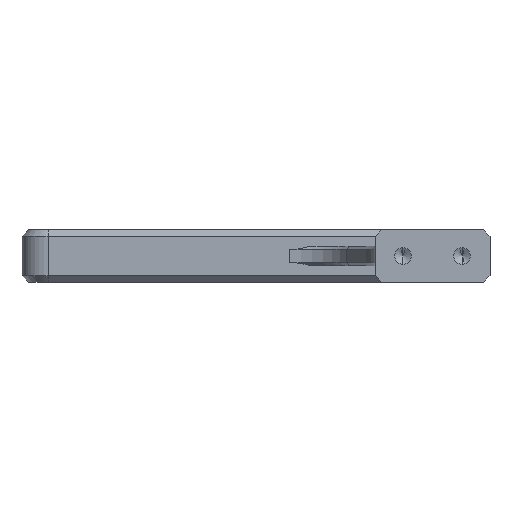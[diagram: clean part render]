
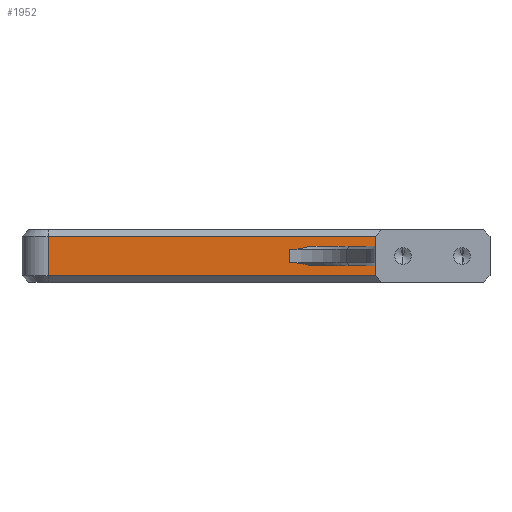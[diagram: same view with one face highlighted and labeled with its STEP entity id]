
A CAD part, front view. The second image highlights one B-rep face of the part: STEP entity #1952.
In plain terms, the highlighted planar face has unit normal (0, -1, 0).
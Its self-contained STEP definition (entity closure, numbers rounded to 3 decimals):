
#20 = CARTESIAN_POINT ( 'NONE',  ( -20.718, 29.093, -2. ) ) ;
#38 = LINE ( 'NONE', #122, #2579 ) ;
#90 = ORIENTED_EDGE ( 'NONE', *, *, #641, .F. ) ;
#93 = CARTESIAN_POINT ( 'NONE',  ( -94.237, 29.093, 6. ) ) ;
#94 = VERTEX_POINT ( 'NONE', #2246 ) ;
#116 = B_SPLINE_CURVE_WITH_KNOTS ( 'NONE', 3,
 ( #2460, #874, #2926, #421 ),
 .UNSPECIFIED., .F., .F.,
 ( 4, 4 ),
 ( 0., 0.006 ),
 .UNSPECIFIED. ) ;
#122 = CARTESIAN_POINT ( 'NONE',  ( -102.237, 29.093, -6. ) ) ;
#133 = CARTESIAN_POINT ( 'NONE',  ( 12.768, 29.093, 2. ) ) ;
#139 = LINE ( 'NONE', #2337, #1936 ) ;
#185 = DIRECTION ( 'NONE',  ( 0., 0., 1. ) ) ;
#226 = ORIENTED_EDGE ( 'NONE', *, *, #2249, .F. ) ;
#266 = EDGE_CURVE ( 'NONE', #313, #1480, #746, .T. ) ;
#289 = EDGE_CURVE ( 'NONE', #497, #1247, #1428, .T. ) ;
#313 = VERTEX_POINT ( 'NONE', #1681 ) ;
#314 = CARTESIAN_POINT ( 'NONE',  ( -18.532, 29.093, 2. ) ) ;
#421 = CARTESIAN_POINT ( 'NONE',  ( -14.315, 29.093, -3. ) ) ;
#450 = ORIENTED_EDGE ( 'NONE', *, *, #1713, .F. ) ;
#475 = VECTOR ( 'NONE', #830, 1000. ) ;
#497 = VERTEX_POINT ( 'NONE', #2357 ) ;
#520 = ORIENTED_EDGE ( 'NONE', *, *, #1206, .T. ) ;
#552 = CARTESIAN_POINT ( 'NONE',  ( -14.315, 29.093, -3. ) ) ;
#556 = CARTESIAN_POINT ( 'NONE',  ( -14.315, 29.093, 3. ) ) ;
#578 = DIRECTION ( 'NONE',  ( 1., 0., 0. ) ) ;
#598 = CARTESIAN_POINT ( 'NONE',  ( 10.991, 29.093, -2.188 ) ) ;
#614 = CARTESIAN_POINT ( 'NONE',  ( 8.645, 29.093, 3. ) ) ;
#641 = EDGE_CURVE ( 'NONE', #1246, #1784, #1161, .T. ) ;
#657 = DIRECTION ( 'NONE',  ( 0., 1., 0. ) ) ;
#738 = LINE ( 'NONE', #2583, #2682 ) ;
#746 = LINE ( 'NONE', #2292, #2119 ) ;
#764 = DIRECTION ( 'NONE',  ( 0., 0., 1. ) ) ;
#791 = EDGE_CURVE ( 'NONE', #853, #2219, #738, .T. ) ;
#827 = ORIENTED_EDGE ( 'NONE', *, *, #1184, .F. ) ;
#830 = DIRECTION ( 'NONE',  ( 1., 0., 0. ) ) ;
#836 = CARTESIAN_POINT ( 'NONE',  ( 9.963, 29.093, -2.452 ) ) ;
#850 = CARTESIAN_POINT ( 'NONE',  ( -16.402, 29.093, 2.364 ) ) ;
#853 = VERTEX_POINT ( 'NONE', #93 ) ;
#874 = CARTESIAN_POINT ( 'NONE',  ( -18.532, 29.093, -2. ) ) ;
#880 = VERTEX_POINT ( 'NONE', #1028 ) ;
#905 = CARTESIAN_POINT ( 'NONE',  ( 14.263, 29.093, -6. ) ) ;
#923 = ORIENTED_EDGE ( 'NONE', *, *, #791, .F. ) ;
#997 = CARTESIAN_POINT ( 'NONE',  ( -102.237, 29.093, 3. ) ) ;
#1004 = ORIENTED_EDGE ( 'NONE', *, *, #2259, .F. ) ;
#1013 = CARTESIAN_POINT ( 'NONE',  ( -20.718, 29.093, 8. ) ) ;
#1024 = FACE_OUTER_BOUND ( 'NONE', #2629, .T. ) ;
#1028 = CARTESIAN_POINT ( 'NONE',  ( -94.237, 29.093, -6. ) ) ;
#1161 = LINE ( 'NONE', #2002, #475 ) ;
#1184 = EDGE_CURVE ( 'NONE', #2772, #94, #1340, .T. ) ;
#1206 = EDGE_CURVE ( 'NONE', #2764, #2219, #139, .T. ) ;
#1246 = VERTEX_POINT ( 'NONE', #552 ) ;
#1247 = VERTEX_POINT ( 'NONE', #20 ) ;
#1262 = CARTESIAN_POINT ( 'NONE',  ( -20.718, 29.093, 2. ) ) ;
#1277 = FACE_BOUND ( 'NONE', #2366, .T. ) ;
#1284 = CARTESIAN_POINT ( 'NONE',  ( 12.046, 29.093, -2.025 ) ) ;
#1325 = ORIENTED_EDGE ( 'NONE', *, *, #2200, .F. ) ;
#1332 = CARTESIAN_POINT ( 'NONE',  ( 12.768, 29.093, 2. ) ) ;
#1338 = CARTESIAN_POINT ( 'NONE',  ( -102.237, 29.093, 8. ) ) ;
#1340 = LINE ( 'NONE', #997, #1582 ) ;
#1390 = ORIENTED_EDGE ( 'NONE', *, *, #1607, .T. ) ;
#1428 = LINE ( 'NONE', #1013, #2187 ) ;
#1463 = DIRECTION ( 'NONE',  ( 1., 0., 0. ) ) ;
#1480 = VERTEX_POINT ( 'NONE', #1332 ) ;
#1519 = ORIENTED_EDGE ( 'NONE', *, *, #2570, .F. ) ;
#1582 = VECTOR ( 'NONE', #2069, 1000. ) ;
#1599 = LINE ( 'NONE', #2001, #2842 ) ;
#1607 = EDGE_CURVE ( 'NONE', #880, #2764, #38, .T. ) ;
#1670 = ORIENTED_EDGE ( 'NONE', *, *, #289, .F. ) ;
#1681 = CARTESIAN_POINT ( 'NONE',  ( 12.768, 29.093, -2. ) ) ;
#1705 = DIRECTION ( 'NONE',  ( 0., 0., 1. ) ) ;
#1713 = EDGE_CURVE ( 'NONE', #1480, #2772, #2676, .T. ) ;
#1784 = VERTEX_POINT ( 'NONE', #2524 ) ;
#1795 = B_SPLINE_CURVE_WITH_KNOTS ( 'NONE', 3,
 ( #2628, #2190, #836, #598, #1980, #1284, #2869, #2405 ),
 .UNSPECIFIED., .F., .F.,
 ( 4, 2, 2, 4 ),
 ( 0., 0.002, 0.003, 0.004 ),
 .UNSPECIFIED. ) ;
#1936 = VECTOR ( 'NONE', #1705, 1000. ) ;
#1942 = CARTESIAN_POINT ( 'NONE',  ( 9.974, 29.093, 2.468 ) ) ;
#1952 = ADVANCED_FACE ( 'NONE', ( #1277, #1024 ), #2018, .F. ) ;
#1980 = CARTESIAN_POINT ( 'NONE',  ( 11.338, 29.093, -2.119 ) ) ;
#2001 = CARTESIAN_POINT ( 'NONE',  ( -94.237, 29.093, 8. ) ) ;
#2002 = CARTESIAN_POINT ( 'NONE',  ( -102.237, 29.093, -3. ) ) ;
#2018 = PLANE ( 'NONE',  #2488 ) ;
#2069 = DIRECTION ( 'NONE',  ( -1., 0., 0. ) ) ;
#2119 = VECTOR ( 'NONE', #764, 1000. ) ;
#2187 = VECTOR ( 'NONE', #2557, 1000. ) ;
#2190 = CARTESIAN_POINT ( 'NONE',  ( 9.297, 29.093, -2.701 ) ) ;
#2200 = EDGE_CURVE ( 'NONE', #94, #497, #2216, .T. ) ;
#2216 = B_SPLINE_CURVE_WITH_KNOTS ( 'NONE', 3,
 ( #556, #850, #314, #1262 ),
 .UNSPECIFIED., .F., .F.,
 ( 4, 4 ),
 ( 0., 0.006 ),
 .UNSPECIFIED. ) ;
#2219 = VERTEX_POINT ( 'NONE', #2576 ) ;
#2246 = CARTESIAN_POINT ( 'NONE',  ( -14.315, 29.093, 3. ) ) ;
#2249 = EDGE_CURVE ( 'NONE', #880, #853, #1599, .T. ) ;
#2259 = EDGE_CURVE ( 'NONE', #1247, #1246, #116, .T. ) ;
#2267 = CARTESIAN_POINT ( 'NONE',  ( 8.645, 29.093, 3. ) ) ;
#2292 = CARTESIAN_POINT ( 'NONE',  ( 12.768, 29.093, 8. ) ) ;
#2337 = CARTESIAN_POINT ( 'NONE',  ( 14.263, 29.093, 3. ) ) ;
#2357 = CARTESIAN_POINT ( 'NONE',  ( -20.718, 29.093, 2. ) ) ;
#2366 = EDGE_LOOP ( 'NONE', ( #1519, #90, #1004, #1670, #1325, #827, #450, #2695 ) ) ;
#2405 = CARTESIAN_POINT ( 'NONE',  ( 12.768, 29.093, -2. ) ) ;
#2460 = CARTESIAN_POINT ( 'NONE',  ( -20.718, 29.093, -2. ) ) ;
#2488 = AXIS2_PLACEMENT_3D ( 'NONE', #1338, #657, #2671 ) ;
#2498 = CARTESIAN_POINT ( 'NONE',  ( 12.05, 29.093, 2. ) ) ;
#2524 = CARTESIAN_POINT ( 'NONE',  ( 8.645, 29.093, -3. ) ) ;
#2557 = DIRECTION ( 'NONE',  ( 0., 0., -1. ) ) ;
#2570 = EDGE_CURVE ( 'NONE', #1784, #313, #1795, .T. ) ;
#2576 = CARTESIAN_POINT ( 'NONE',  ( 14.263, 29.093, 6. ) ) ;
#2579 = VECTOR ( 'NONE', #578, 1000. ) ;
#2583 = CARTESIAN_POINT ( 'NONE',  ( -102.237, 29.093, 6. ) ) ;
#2628 = CARTESIAN_POINT ( 'NONE',  ( 8.645, 29.093, -3. ) ) ;
#2629 = EDGE_LOOP ( 'NONE', ( #1390, #520, #923, #226 ) ) ;
#2640 = CARTESIAN_POINT ( 'NONE',  ( 10.315, 29.093, 2.361 ) ) ;
#2671 = DIRECTION ( 'NONE',  ( 0., 0., 1. ) ) ;
#2676 = B_SPLINE_CURVE_WITH_KNOTS ( 'NONE', 3,
 ( #133, #2498, #2731, #2640, #1942, #2855, #2786, #2267 ),
 .UNSPECIFIED., .F., .F.,
 ( 4, 2, 2, 4 ),
 ( 0., 0.002, 0.003, 0.004 ),
 .UNSPECIFIED. ) ;
#2682 = VECTOR ( 'NONE', #1463, 1000. ) ;
#2695 = ORIENTED_EDGE ( 'NONE', *, *, #266, .F. ) ;
#2731 = CARTESIAN_POINT ( 'NONE',  ( 11.348, 29.093, 2.098 ) ) ;
#2764 = VERTEX_POINT ( 'NONE', #905 ) ;
#2772 = VERTEX_POINT ( 'NONE', #614 ) ;
#2786 = CARTESIAN_POINT ( 'NONE',  ( 8.971, 29.093, 2.851 ) ) ;
#2842 = VECTOR ( 'NONE', #185, 1000. ) ;
#2855 = CARTESIAN_POINT ( 'NONE',  ( 9.301, 29.093, 2.713 ) ) ;
#2869 = CARTESIAN_POINT ( 'NONE',  ( 12.407, 29.093, -2. ) ) ;
#2926 = CARTESIAN_POINT ( 'NONE',  ( -16.402, 29.093, -2.364 ) ) ;
